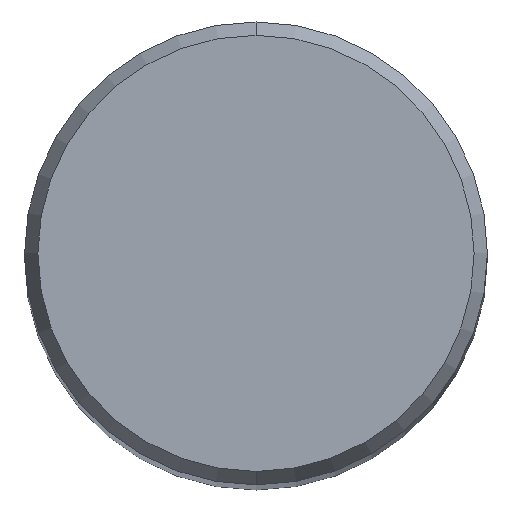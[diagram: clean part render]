
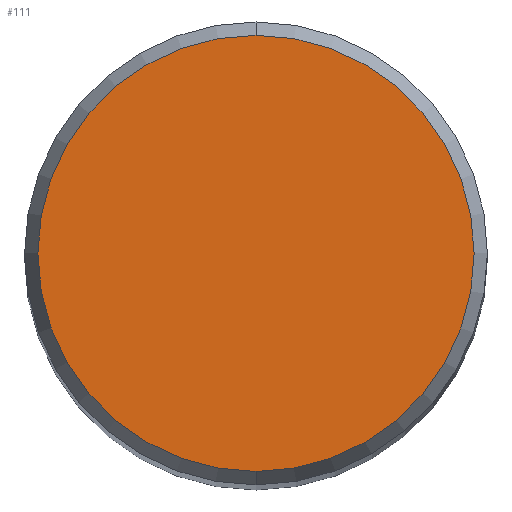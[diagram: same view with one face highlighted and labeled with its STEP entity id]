
A CAD part, top view. The second image highlights one B-rep face of the part: STEP entity #111.
In plain terms, the highlighted planar face has unit normal (0, 0, 1).
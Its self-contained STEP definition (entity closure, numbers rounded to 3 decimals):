
#111=ADVANCED_FACE('',(#264),#265,.T.);
#145=VERTEX_POINT('',#302);
#163=VERTEX_POINT('',#323);
#215=EDGE_CURVE('',#145,#163,#381,.T.);
#217=EDGE_CURVE('',#163,#145,#383,.T.);
#264=FACE_OUTER_BOUND('',#427,.T.);
#265=PLANE('',#428);
#302=CARTESIAN_POINT('',(0.0,3.746,0.0));
#323=CARTESIAN_POINT('',(0.,-3.746,0.0));
#381=CIRCLE('',#578,3.746);
#383=CIRCLE('',#581,3.746);
#427=EDGE_LOOP('',(#626,#627));
#428=AXIS2_PLACEMENT_3D('',#628,#629,#630);
#578=AXIS2_PLACEMENT_3D('',#764,#765,#766);
#581=AXIS2_PLACEMENT_3D('',#767,#768,#769);
#626=ORIENTED_EDGE('',*,*,#215,.F.);
#627=ORIENTED_EDGE('',*,*,#217,.F.);
#628=CARTESIAN_POINT('',(0.0,1.873,0.0));
#629=DIRECTION('',(-0.0,0.0,1.0));
#630=DIRECTION('',(0.0,-1.0,0.0));
#764=CARTESIAN_POINT('',(0.0,0.0,0.0));
#765=DIRECTION('',(0.0,0.0,-1.0));
#766=DIRECTION('',(0.0,1.0,0.0));
#767=CARTESIAN_POINT('',(0.0,0.0,0.0));
#768=DIRECTION('',(0.0,0.0,-1.0));
#769=DIRECTION('',(0.0,1.0,0.0));
